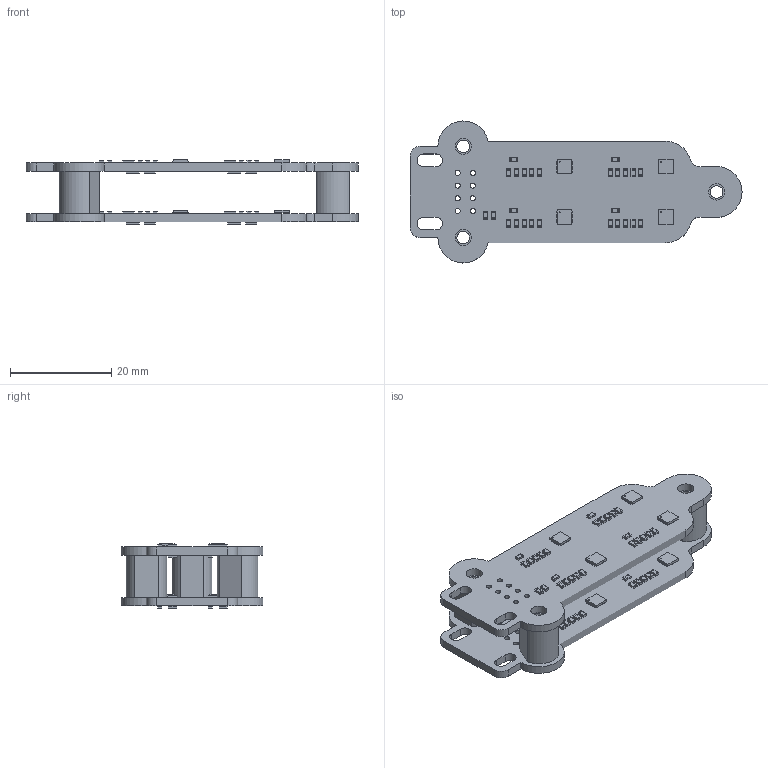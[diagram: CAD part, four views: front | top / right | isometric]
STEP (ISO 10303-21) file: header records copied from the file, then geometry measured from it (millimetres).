
FILE_DESCRIPTION(/* description */ (''),/* implementation_level */ '2;1');
FILE_NAME(/* name */ 'SensorHead_ASM.stp',/* time_stamp */ '2024-09-30T14:31:10+02:00',/* author */ ('ppovolni'),/* organization */ (''),/* preprocessor_version */ 'ST-DEVELOPER v18.1',/* originating_system */ 'Autodesk Inventor 2022',/* authorisation */ '');
FILE_SCHEMA (('AUTOMOTIVE_DESIGN { 1 0 10303 214 3 1 1 }'));
Length unit declared in the file: millimetre
Products named in the file (3): Hallmesssonde_finaleBaugruppe; HallSensor_Abstand_8mm4; Hallmesssonde_Verei
Assembly tree (5 placements, depth 2):
  Hallmesssonde_finaleBaugruppe
    HallSensor_Abstand_8mm4  x3
    Hallmesssonde_Verei  x2
Bounding box: 65.5 x 28 x 12.75 mm (x, y, z)
Volume: 4894.9 mm3; surface area: 7215.9 mm2
Topology: 105 solids, 105 shells, 3081 faces, 8197 edges, 5342 vertices
Faces by surface type: plane 2280, cylinder 801
Full cylindrical faces by diameter (mm): 0.2 x8, 1 x16, 2.5 x3, 3.2 x6
Entity records: 49012 total; most frequent: CARTESIAN_POINT 8302, ORIENTED_EDGE 8182, DIRECTION 7979, EDGE_CURVE 4091, LINE 3293, VECTOR 3293, VERTEX_POINT 2666, AXIS2_PLACEMENT_3D 2343
